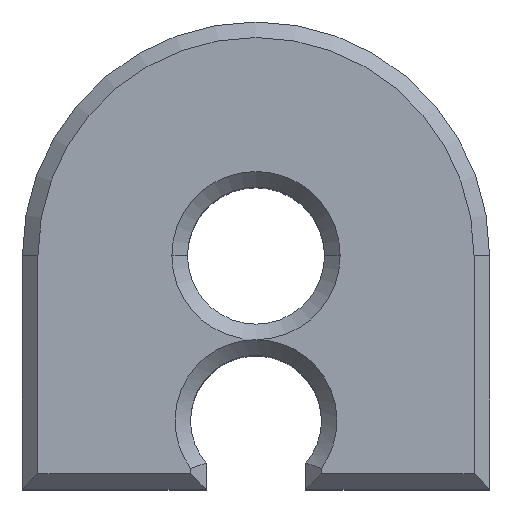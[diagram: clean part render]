
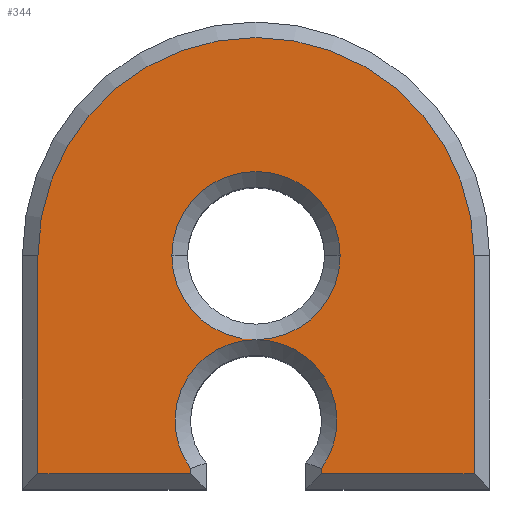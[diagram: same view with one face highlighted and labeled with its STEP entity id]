
A CAD part, top view. The second image highlights one B-rep face of the part: STEP entity #344.
In plain terms, the highlighted planar face has unit normal (0, 0, 1).
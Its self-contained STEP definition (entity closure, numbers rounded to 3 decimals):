
#60=CARTESIAN_POINT('Vertex',(7.,0.5,7.5)) ;
#65=CARTESIAN_POINT('Line Origine',(4.55,0.5,7.5)) ;
#69=CARTESIAN_POINT('Vertex',(2.1,0.5,7.5)) ;
#100=CARTESIAN_POINT('Vertex',(-7.,0.5,7.5)) ;
#113=CARTESIAN_POINT('Vertex',(-2.1,0.5,7.5)) ;
#116=CARTESIAN_POINT('Line Origine',(-4.55,0.5,7.5)) ;
#137=CARTESIAN_POINT('Vertex',(7.,7.5,7.5)) ;
#153=CARTESIAN_POINT('Vertex',(-7.,7.5,7.5)) ;
#156=CARTESIAN_POINT('Axis2P3D Location',(0.,7.5,7.5)) ;
#173=CARTESIAN_POINT('Line Origine',(-7.,3.75,7.5)) ;
#200=CARTESIAN_POINT('Line Origine',(7.,3.75,7.5)) ;
#224=CARTESIAN_POINT('Line Origine',(2.1,0.42,7.5)) ;
#228=CARTESIAN_POINT('Vertex',(2.1,0.667,7.5)) ;
#254=CARTESIAN_POINT('Vertex',(-2.1,0.667,7.5)) ;
#259=CARTESIAN_POINT('Line Origine',(-2.1,0.42,7.5)) ;
#286=CARTESIAN_POINT('Axis2P3D Location',(0.,2.2,7.5)) ;
#290=CARTESIAN_POINT('Vertex',(0.,4.8,7.5)) ;
#293=CARTESIAN_POINT('Axis2P3D Location',(0.,2.2,7.5)) ;
#306=CARTESIAN_POINT('Axis2P3D Location',(0.,0.,7.5)) ;
#311=CARTESIAN_POINT('Axis2P3D Location',(0.,7.5,7.5)) ;
#315=CARTESIAN_POINT('Vertex',(-2.7,7.5,7.5)) ;
#318=CARTESIAN_POINT('Axis2P3D Location',(0.,7.5,7.5)) ;
#322=CARTESIAN_POINT('Vertex',(2.7,7.5,7.5)) ;
#325=CARTESIAN_POINT('Axis2P3D Location',(0.,7.5,7.5)) ;
#66=DIRECTION('Vector Direction',(1.,0.,0.)) ;
#117=DIRECTION('Vector Direction',(1.,0.,0.)) ;
#157=DIRECTION('Axis2P3D Direction',(0.,0.,1.)) ;
#174=DIRECTION('Vector Direction',(0.,-1.,0.)) ;
#201=DIRECTION('Vector Direction',(0.,1.,0.)) ;
#225=DIRECTION('Vector Direction',(0.,1.,0.)) ;
#260=DIRECTION('Vector Direction',(0.,1.,0.)) ;
#287=DIRECTION('Axis2P3D Direction',(0.,0.,1.)) ;
#294=DIRECTION('Axis2P3D Direction',(0.,0.,1.)) ;
#307=DIRECTION('Axis2P3D Direction',(0.,0.,1.)) ;
#308=DIRECTION('Axis2P3D XDirection',(1.,0.,0.)) ;
#312=DIRECTION('Axis2P3D Direction',(0.,0.,1.)) ;
#319=DIRECTION('Axis2P3D Direction',(0.,0.,1.)) ;
#326=DIRECTION('Axis2P3D Direction',(0.,0.,1.)) ;
#158=AXIS2_PLACEMENT_3D('Circle Axis2P3D',#156,#157,$) ;
#288=AXIS2_PLACEMENT_3D('Circle Axis2P3D',#286,#287,$) ;
#295=AXIS2_PLACEMENT_3D('Circle Axis2P3D',#293,#294,$) ;
#309=AXIS2_PLACEMENT_3D('Plane Axis2P3D',#306,#307,#308) ;
#313=AXIS2_PLACEMENT_3D('Circle Axis2P3D',#311,#312,$) ;
#320=AXIS2_PLACEMENT_3D('Circle Axis2P3D',#318,#319,$) ;
#327=AXIS2_PLACEMENT_3D('Circle Axis2P3D',#325,#326,$) ;
#331=ORIENTED_EDGE('',*,*,#292,.F.) ;
#332=ORIENTED_EDGE('',*,*,#230,.F.) ;
#333=ORIENTED_EDGE('',*,*,#71,.T.) ;
#334=ORIENTED_EDGE('',*,*,#204,.T.) ;
#335=ORIENTED_EDGE('',*,*,#160,.T.) ;
#336=ORIENTED_EDGE('',*,*,#177,.T.) ;
#337=ORIENTED_EDGE('',*,*,#120,.T.) ;
#338=ORIENTED_EDGE('',*,*,#263,.F.) ;
#339=ORIENTED_EDGE('',*,*,#297,.F.) ;
#340=ORIENTED_EDGE('',*,*,#317,.F.) ;
#341=ORIENTED_EDGE('',*,*,#324,.F.) ;
#342=ORIENTED_EDGE('',*,*,#329,.F.) ;
#67=VECTOR('Line Direction',#66,1.) ;
#118=VECTOR('Line Direction',#117,1.) ;
#175=VECTOR('Line Direction',#174,1.) ;
#202=VECTOR('Line Direction',#201,1.) ;
#226=VECTOR('Line Direction',#225,1.) ;
#261=VECTOR('Line Direction',#260,1.) ;
#344=ADVANCED_FACE('Hauptk\X2\00F6\X0\rper',(#343),#310,.T.) ;
#159=CIRCLE('generated circle',#158,7.) ;
#289=CIRCLE('generated circle',#288,2.6) ;
#296=CIRCLE('generated circle',#295,2.6) ;
#314=CIRCLE('generated circle',#313,2.7) ;
#321=CIRCLE('generated circle',#320,2.7) ;
#328=CIRCLE('generated circle',#327,2.7) ;
#71=EDGE_CURVE('',#70,#61,#68,.T.) ;
#120=EDGE_CURVE('',#101,#114,#119,.T.) ;
#160=EDGE_CURVE('',#138,#154,#159,.T.) ;
#177=EDGE_CURVE('',#154,#101,#176,.T.) ;
#204=EDGE_CURVE('',#61,#138,#203,.T.) ;
#230=EDGE_CURVE('',#70,#229,#227,.T.) ;
#263=EDGE_CURVE('',#255,#114,#262,.F.) ;
#292=EDGE_CURVE('',#229,#291,#289,.T.) ;
#297=EDGE_CURVE('',#291,#255,#296,.T.) ;
#317=EDGE_CURVE('',#316,#291,#314,.T.) ;
#324=EDGE_CURVE('',#323,#316,#321,.T.) ;
#329=EDGE_CURVE('',#291,#323,#328,.T.) ;
#330=EDGE_LOOP('',(#331,#332,#333,#334,#335,#336,#337,#338,#339,#340,#341,#342)) ;
#343=FACE_OUTER_BOUND('',#330,.T.) ;
#68=LINE('Line',#65,#67) ;
#119=LINE('Line',#116,#118) ;
#176=LINE('Line',#173,#175) ;
#203=LINE('Line',#200,#202) ;
#227=LINE('Line',#224,#226) ;
#262=LINE('Line',#259,#261) ;
#310=PLANE('Plane',#309) ;
#61=VERTEX_POINT('',#60) ;
#70=VERTEX_POINT('',#69) ;
#101=VERTEX_POINT('',#100) ;
#114=VERTEX_POINT('',#113) ;
#138=VERTEX_POINT('',#137) ;
#154=VERTEX_POINT('',#153) ;
#229=VERTEX_POINT('',#228) ;
#255=VERTEX_POINT('',#254) ;
#291=VERTEX_POINT('',#290) ;
#316=VERTEX_POINT('',#315) ;
#323=VERTEX_POINT('',#322) ;
